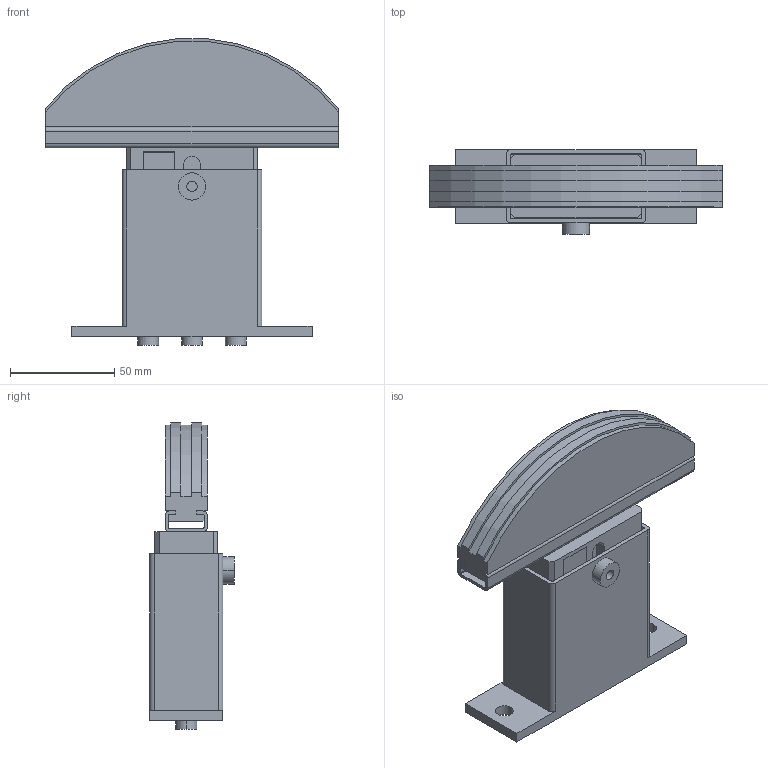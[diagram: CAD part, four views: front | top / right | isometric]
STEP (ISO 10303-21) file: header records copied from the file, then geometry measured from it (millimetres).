
FILE_DESCRIPTION(('STEP AP214'),'1');
FILE_NAME('cctmp_518E5DCD-F742-4451-B99E-FD96ACB754DF_2023_6_20_14_54_27_23..stp','2023-06-20T12:54:27',('Murtfeldt Kunststoffe GmbH & Co.KG'),('CADClick - www.CADClick.com'),'Spatial InterOp 3D',' ','unknown authorization');
FILE_SCHEMA(('AUTOMOTIVE_DESIGN'));
Length unit declared in the file: millimetre
Products named in the file (1): 1
Bounding box: 140 x 40.5 x 146.7 mm (x, y, z)
Volume: 298280.1 mm3; surface area: 83423.2 mm2
Topology: 5 solids, 5 shells, 116 faces, 300 edges, 196 vertices
Faces by surface type: plane 79, cylinder 37
Entity records: 4542 total; most frequent: CARTESIAN_POINT 617, DIRECTION 616, ORIENTED_EDGE 600, EDGE_CURVE 300, LINE 226, VECTOR 226, VERTEX_POINT 196, AXIS2_PLACEMENT_3D 195
